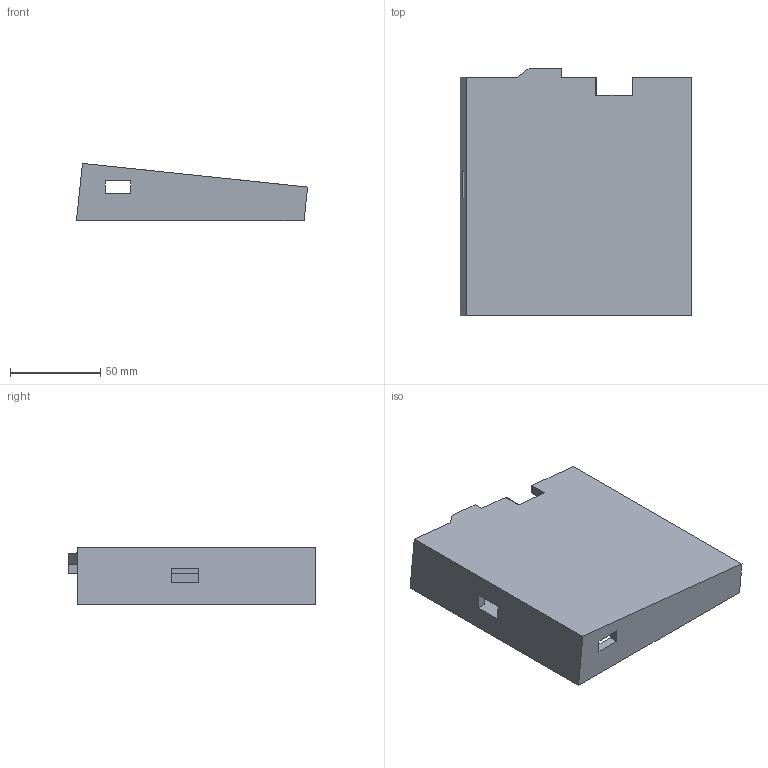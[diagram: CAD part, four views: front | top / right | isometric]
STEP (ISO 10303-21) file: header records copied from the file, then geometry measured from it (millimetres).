
FILE_DESCRIPTION(/* description */ (''),/* implementation_level */ '2;1');
FILE_NAME(/* name */ 'ckb9_rightside_case v13.step',/* time_stamp */ '2023-10-28T21:49:57+09:00',/* author */ (''),/* organization */ (''),/* preprocessor_version */ 'ST-DEVELOPER v20',/* originating_system */ 'Autodesk Translation Framework v12.14.0.127',/* authorisation */ '');
FILE_SCHEMA (('AUTOMOTIVE_DESIGN { 1 0 10303 214 3 1 1 }'));
Length unit declared in the file: millimetre
Products named in the file (1): ckb9_rightside_case
Bounding box: 128 x 137 x 31.67 mm (x, y, z)
Volume: 164137.2 mm3; surface area: 57224.9 mm2
Topology: 1 solids, 1 shells, 46 faces, 137 edges, 91 vertices
Faces by surface type: plane 46
Entity records: 1554 total; most frequent: CARTESIAN_POINT 275, ORIENTED_EDGE 274, DIRECTION 231, LINE 137, VECTOR 137, EDGE_CURVE 137, VERTEX_POINT 91, EDGE_LOOP 48
